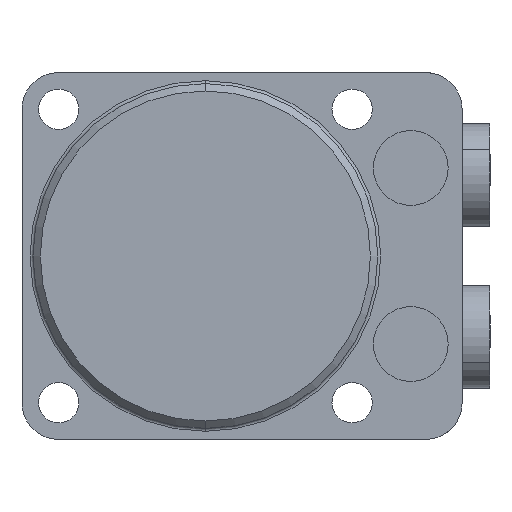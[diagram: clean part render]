
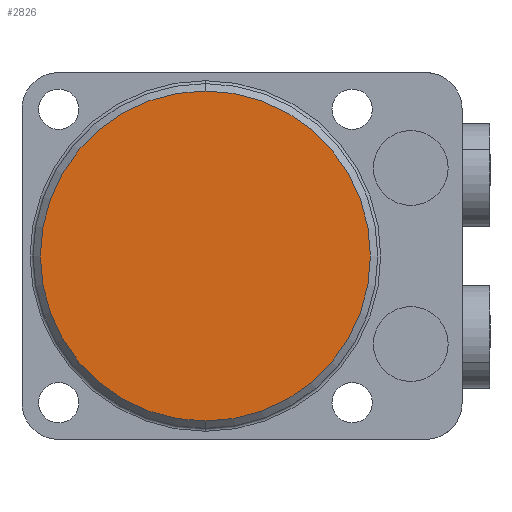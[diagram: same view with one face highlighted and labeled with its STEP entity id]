
A CAD part, front view. The second image highlights one B-rep face of the part: STEP entity #2826.
In plain terms, the highlighted planar face has unit normal (0, -1, 0).
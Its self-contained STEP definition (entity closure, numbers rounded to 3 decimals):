
#194 = DIRECTION ( 'NONE',  ( 0., -1., 0. ) ) ;
#201 = CARTESIAN_POINT ( 'NONE',  ( 0., -86., 0. ) ) ;
#208 = DIRECTION ( 'NONE',  ( 0., 0., -1. ) ) ;
#420 = AXIS2_PLACEMENT_3D ( 'NONE', #1498, #1467, #1469 ) ;
#640 = EDGE_CURVE ( 'NONE', #4019, #3138, #3963, .T. ) ;
#704 = EDGE_CURVE ( 'NONE', #3138, #4019, #1196, .T. ) ;
#760 = AXIS2_PLACEMENT_3D ( 'NONE', #201, #194, #208 ) ;
#792 = AXIS2_PLACEMENT_3D ( 'NONE', #2213, #2212, #2210 ) ;
#1140 = CARTESIAN_POINT ( 'NONE',  ( 0., -86., 22.5 ) ) ;
#1196 = CIRCLE ( 'NONE', #792, 22.5 ) ;
#1433 = CARTESIAN_POINT ( 'NONE',  ( 0., -86., -22.5 ) ) ;
#1467 = DIRECTION ( 'NONE',  ( 0., -1., 0. ) ) ;
#1469 = DIRECTION ( 'NONE',  ( 0., 0., -1. ) ) ;
#1478 = PLANE ( 'NONE',  #420 ) ;
#1498 = CARTESIAN_POINT ( 'NONE',  ( 0., -86., 0. ) ) ;
#2210 = DIRECTION ( 'NONE',  ( 0., 0., -1. ) ) ;
#2212 = DIRECTION ( 'NONE',  ( 0., -1., 0. ) ) ;
#2213 = CARTESIAN_POINT ( 'NONE',  ( 0., -86., 0. ) ) ;
#2826 = ADVANCED_FACE ( 'NONE', ( #3673 ), #1478, .T. ) ;
#3138 = VERTEX_POINT ( 'NONE', #1433 ) ;
#3673 = FACE_OUTER_BOUND ( 'NONE', #3832, .T. ) ;
#3832 = EDGE_LOOP ( 'NONE', ( #4174, #4184 ) ) ;
#3963 = CIRCLE ( 'NONE', #760, 22.5 ) ;
#4019 = VERTEX_POINT ( 'NONE', #1140 ) ;
#4174 = ORIENTED_EDGE ( 'NONE', *, *, #640, .T. ) ;
#4184 = ORIENTED_EDGE ( 'NONE', *, *, #704, .T. ) ;
